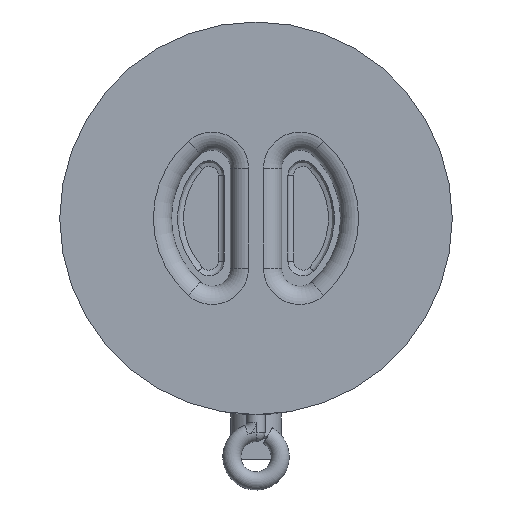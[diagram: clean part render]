
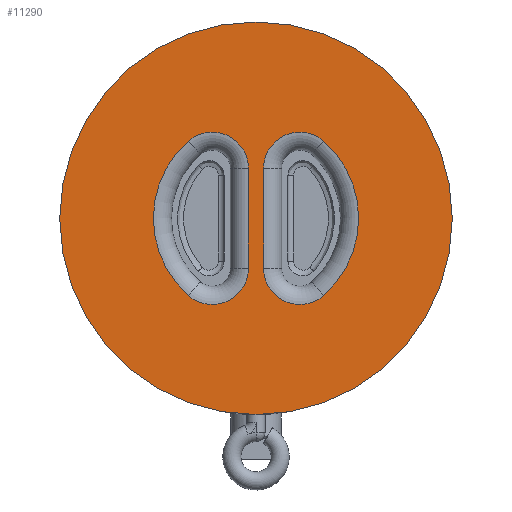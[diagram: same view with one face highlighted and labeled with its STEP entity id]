
A CAD part, front view. The second image highlights one B-rep face of the part: STEP entity #11290.
In plain terms, the highlighted planar face has unit normal (0, -1, 0).
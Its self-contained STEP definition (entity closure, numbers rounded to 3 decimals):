
#11063=CARTESIAN_POINT('',(22.409,0.0,25.57));
#11064=VERTEX_POINT('',#11063);
#11083=CARTESIAN_POINT('',(22.409,0.0,-25.57));
#11084=VERTEX_POINT('',#11083);
#11092=CARTESIAN_POINT('',(0.0,0.0,0.0));
#11093=DIRECTION('',(0.0,-1.0,0.0));
#11094=DIRECTION('',(1.0,0.0,0.0));
#11095=AXIS2_PLACEMENT_3D('',#11092,#11093,#11094);
#11096=CIRCLE('',#11095,34.0);
#11097=EDGE_CURVE('',#11084,#11064,#11096,.T.);
#11107=CARTESIAN_POINT('',(2.5,0.0,16.545));
#11108=VERTEX_POINT('',#11107);
#11126=CARTESIAN_POINT('',(14.5,0.0,16.545));
#11127=DIRECTION('',(0.0,-1.0,0.0));
#11128=DIRECTION('',(-0.413,0.0,0.911));
#11129=AXIS2_PLACEMENT_3D('',#11126,#11127,#11128);
#11130=CIRCLE('',#11129,12.);
#11131=EDGE_CURVE('',#11064,#11108,#11130,.T.);
#11143=CARTESIAN_POINT('',(2.5,0.0,-16.545));
#11144=VERTEX_POINT('',#11143);
#11152=CARTESIAN_POINT('',(14.5,0.0,-16.545));
#11153=DIRECTION('',(0.0,-1.0,0.0));
#11154=DIRECTION('',(-0.413,0.0,-0.911));
#11155=AXIS2_PLACEMENT_3D('',#11152,#11153,#11154);
#11156=CIRCLE('',#11155,12.);
#11157=EDGE_CURVE('',#11144,#11084,#11156,.T.);
#11176=CARTESIAN_POINT('',(2.5,0.0,16.545));
#11177=DIRECTION('',(0.0,0.0,-1.0));
#11178=VECTOR('',#11177,33.091);
#11179=LINE('',#11176,#11178);
#11180=EDGE_CURVE('',#11108,#11144,#11179,.T.);
#11231=CARTESIAN_POINT('',(-32.5,0.0,0.0));
#11232=DIRECTION('',(0.0,-1.0,0.0));
#11233=DIRECTION('',(0.0,0.0,-1.0));
#11234=AXIS2_PLACEMENT_3D('',#11231,#11232,#11233);
#11235=PLANE('',#11234);
#11236=CARTESIAN_POINT('',(-65.0,0.0,0.0));
#11237=VERTEX_POINT('',#11236);
#11238=CARTESIAN_POINT('',(0.0,0.0,0.0));
#11239=DIRECTION('',(0.0,1.0,0.0));
#11240=DIRECTION('',(-1.0,0.0,0.0));
#11241=AXIS2_PLACEMENT_3D('',#11238,#11239,#11240);
#11242=CIRCLE('',#11241,65.0);
#11243=EDGE_CURVE('',#11237,#11237,#11242,.T.);
#11244=ORIENTED_EDGE('',*,*,#11243,.F.);
#11245=EDGE_LOOP('',(#11244));
#11246=FACE_OUTER_BOUND('',#11245,.T.);
#11247=CARTESIAN_POINT('',(-2.5,0.0,16.545));
#11248=VERTEX_POINT('',#11247);
#11249=CARTESIAN_POINT('',(-22.409,0.0,25.57));
#11250=VERTEX_POINT('',#11249);
#11251=CARTESIAN_POINT('',(-14.5,0.0,16.545));
#11252=DIRECTION('',(0.0,-1.0,0.0));
#11253=DIRECTION('',(0.413,0.0,0.911));
#11254=AXIS2_PLACEMENT_3D('',#11251,#11252,#11253);
#11255=CIRCLE('',#11254,12.);
#11256=EDGE_CURVE('',#11248,#11250,#11255,.T.);
#11257=ORIENTED_EDGE('',*,*,#11256,.F.);
#11258=CARTESIAN_POINT('',(-2.5,0.0,-16.545));
#11259=VERTEX_POINT('',#11258);
#11260=CARTESIAN_POINT('',(-2.5,0.0,-16.545));
#11261=DIRECTION('',(0.0,0.0,1.0));
#11262=VECTOR('',#11261,33.091);
#11263=LINE('',#11260,#11262);
#11264=EDGE_CURVE('',#11259,#11248,#11263,.T.);
#11265=ORIENTED_EDGE('',*,*,#11264,.F.);
#11266=CARTESIAN_POINT('',(-22.409,0.0,-25.57));
#11267=VERTEX_POINT('',#11266);
#11268=CARTESIAN_POINT('',(-14.5,0.0,-16.545));
#11269=DIRECTION('',(0.0,-1.0,0.0));
#11270=DIRECTION('',(0.413,0.0,-0.911));
#11271=AXIS2_PLACEMENT_3D('',#11268,#11269,#11270);
#11272=CIRCLE('',#11271,12.);
#11273=EDGE_CURVE('',#11267,#11259,#11272,.T.);
#11274=ORIENTED_EDGE('',*,*,#11273,.F.);
#11275=CARTESIAN_POINT('',(0.0,0.0,0.0));
#11276=DIRECTION('',(0.0,-1.0,0.0));
#11277=DIRECTION('',(-1.0,0.0,0.0));
#11278=AXIS2_PLACEMENT_3D('',#11275,#11276,#11277);
#11279=CIRCLE('',#11278,34.0);
#11280=EDGE_CURVE('',#11250,#11267,#11279,.T.);
#11281=ORIENTED_EDGE('',*,*,#11280,.F.);
#11282=EDGE_LOOP('',(#11257,#11265,#11274,#11281));
#11283=FACE_BOUND('',#11282,.T.);
#11284=ORIENTED_EDGE('',*,*,#11097,.F.);
#11285=ORIENTED_EDGE('',*,*,#11157,.F.);
#11286=ORIENTED_EDGE('',*,*,#11180,.F.);
#11287=ORIENTED_EDGE('',*,*,#11131,.F.);
#11288=EDGE_LOOP('',(#11284,#11285,#11286,#11287));
#11289=FACE_BOUND('',#11288,.T.);
#11290=ADVANCED_FACE('',(#11246,#11283,#11289),#11235,.T.);
